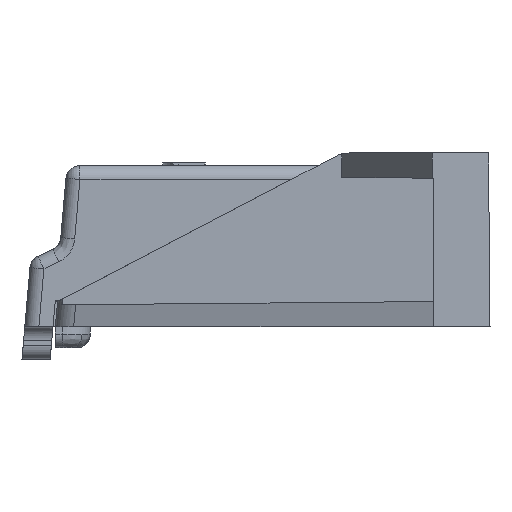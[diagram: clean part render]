
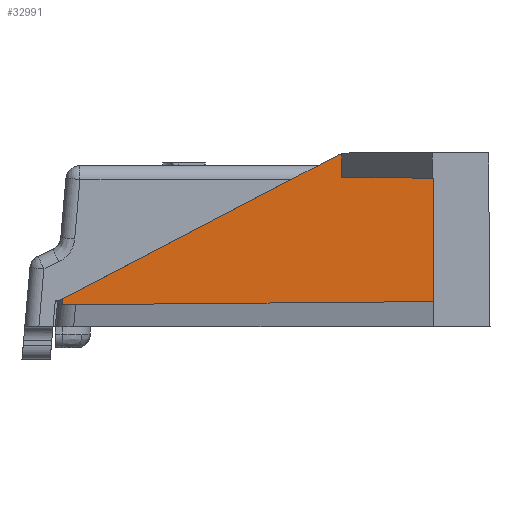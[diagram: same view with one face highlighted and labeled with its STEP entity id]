
A CAD part, left-side view. The second image highlights one B-rep face of the part: STEP entity #32991.
In plain terms, the highlighted planar face has unit normal (-1, 0.009, 0).
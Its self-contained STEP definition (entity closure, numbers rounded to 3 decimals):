
#852 = LINE ( 'NONE', #30827, #14749 ) ;
#2265 = CARTESIAN_POINT ( 'NONE',  ( -34.241, 0.308, 12.239 ) ) ;
#2280 = CARTESIAN_POINT ( 'NONE',  ( -34.069, 19.984, 1.569 ) ) ;
#3369 = EDGE_CURVE ( 'NONE', #6149, #26491, #38428, .T. ) ;
#3597 = CARTESIAN_POINT ( 'NONE',  ( -34.069, 19.965, 1.843 ) ) ;
#4166 = VERTEX_POINT ( 'NONE', #20598 ) ;
#4300 = VECTOR ( 'NONE', #35504, 1000. ) ;
#4355 = ORIENTED_EDGE ( 'NONE', *, *, #12078, .T. ) ;
#4980 = VECTOR ( 'NONE', #22549, 1000. ) ;
#6149 = VERTEX_POINT ( 'NONE', #17635 ) ;
#6485 = EDGE_LOOP ( 'NONE', ( #30669, #30758, #25993, #18144, #4355, #33144, #27835 ) ) ;
#7859 =( BOUNDED_CURVE ( )  B_SPLINE_CURVE ( 3, ( #24758, #3597, #15829, #24379 ),
 .UNSPECIFIED., .F., .F. ) 
 B_SPLINE_CURVE_WITH_KNOTS ( ( 4, 4 ),
 ( 2.161, 2.166 ),
 .UNSPECIFIED. ) 
 CURVE ( )  GEOMETRIC_REPRESENTATION_ITEM ( )  RATIONAL_B_SPLINE_CURVE ( ( 1., 1., 1., 1. ) ) 
 REPRESENTATION_ITEM ( '' )  );
#8493 = CARTESIAN_POINT ( 'NONE',  ( -34.243, 0.037, 12.329 ) ) ;
#9409 = DIRECTION ( 'NONE',  ( 0., 0., 1. ) ) ;
#9667 = EDGE_CURVE ( 'NONE', #35149, #17245, #36077, .T. ) ;
#10697 = CARTESIAN_POINT ( 'NONE',  ( -34.297, -6.201, 10.603 ) ) ;
#11404 = FACE_OUTER_BOUND ( 'NONE', #6485, .T. ) ;
#11604 = CARTESIAN_POINT ( 'NONE',  ( -34.242, 0.175, 12.291 ) ) ;
#12078 = EDGE_CURVE ( 'NONE', #17448, #26491, #852, .T. ) ;
#12221 = LINE ( 'NONE', #27389, #38062 ) ;
#12716 = DIRECTION ( 'NONE',  ( -0.009, -1., 0.009 ) ) ;
#14749 = VECTOR ( 'NONE', #12716, 1000. ) ;
#14888 = DIRECTION ( 'NONE',  ( -0.009, -1., 0. ) ) ;
#15506 = EDGE_CURVE ( 'NONE', #6149, #35149, #37361, .T. ) ;
#15829 = CARTESIAN_POINT ( 'NONE',  ( -34.069, 19.974, 1.706 ) ) ;
#17245 = VERTEX_POINT ( 'NONE', #23503 ) ;
#17448 = VERTEX_POINT ( 'NONE', #2280 ) ;
#17624 = CARTESIAN_POINT ( 'NONE',  ( -34.239, 0.435, 12.173 ) ) ;
#17635 = CARTESIAN_POINT ( 'NONE',  ( -34.3, -6.5, 10.6 ) ) ;
#18144 = ORIENTED_EDGE ( 'NONE', *, *, #19010, .T. ) ;
#18432 = VECTOR ( 'NONE', #9409, 1000. ) ;
#19010 = EDGE_CURVE ( 'NONE', #33099, #17448, #7859, .T. ) ;
#20592 = CARTESIAN_POINT ( 'NONE',  ( -34.243, 0.037, 10.657 ) ) ;
#20598 = CARTESIAN_POINT ( 'NONE',  ( -34.239, 0.435, 12.173 ) ) ;
#22549 = DIRECTION ( 'NONE',  ( 0.009, 1., 0.009 ) ) ;
#22907 = CARTESIAN_POINT ( 'NONE',  ( -34.3, -6.5, 1.8 ) ) ;
#23503 = CARTESIAN_POINT ( 'NONE',  ( -34.243, 0.037, 12.329 ) ) ;
#23594 = CARTESIAN_POINT ( 'NONE',  ( -34.3, -6.5, 0. ) ) ;
#24379 = CARTESIAN_POINT ( 'NONE',  ( -34.069, 19.984, 1.569 ) ) ;
#24458 = DIRECTION ( 'NONE',  ( 0.008, 0.886, -0.463 ) ) ;
#24758 = CARTESIAN_POINT ( 'NONE',  ( -34.069, 19.955, 1.98 ) ) ;
#25993 = ORIENTED_EDGE ( 'NONE', *, *, #35255, .T. ) ;
#26491 = VERTEX_POINT ( 'NONE', #22907 ) ;
#26756 = DIRECTION ( 'NONE',  ( -1., 0.009, 0. ) ) ;
#27389 = CARTESIAN_POINT ( 'NONE',  ( -34.199, 5.087, 9.744 ) ) ;
#27816 = EDGE_CURVE ( 'NONE', #17245, #4166, #32740, .T. ) ;
#27835 = ORIENTED_EDGE ( 'NONE', *, *, #15506, .T. ) ;
#29681 = CARTESIAN_POINT ( 'NONE',  ( -34.243, 0.037, 10.6 ) ) ;
#30669 = ORIENTED_EDGE ( 'NONE', *, *, #9667, .T. ) ;
#30758 = ORIENTED_EDGE ( 'NONE', *, *, #27816, .T. ) ;
#30827 = CARTESIAN_POINT ( 'NONE',  ( -34.297, -6.201, 1.797 ) ) ;
#32740 =( BOUNDED_CURVE ( )  B_SPLINE_CURVE ( 3, ( #8493, #11604, #2265, #17624 ),
 .UNSPECIFIED., .F., .F. ) 
 B_SPLINE_CURVE_WITH_KNOTS ( ( 4, 4 ),
 ( 4.979, 5.194 ),
 .UNSPECIFIED. ) 
 CURVE ( )  GEOMETRIC_REPRESENTATION_ITEM ( )  RATIONAL_B_SPLINE_CURVE ( ( 1., 0.996, 0.996, 1. ) ) 
 REPRESENTATION_ITEM ( '' )  );
#32991 = ADVANCED_FACE ( 'NONE', ( #11404 ), #35344, .T. ) ;
#33099 = VERTEX_POINT ( 'NONE', #33571 ) ;
#33144 = ORIENTED_EDGE ( 'NONE', *, *, #3369, .F. ) ;
#33571 = CARTESIAN_POINT ( 'NONE',  ( -34.069, 19.955, 1.98 ) ) ;
#35149 = VERTEX_POINT ( 'NONE', #20592 ) ;
#35255 = EDGE_CURVE ( 'NONE', #4166, #33099, #12221, .T. ) ;
#35344 = PLANE ( 'NONE',  #38331 ) ;
#35504 = DIRECTION ( 'NONE',  ( 0., 0., -1. ) ) ;
#35735 = CARTESIAN_POINT ( 'NONE',  ( -34.3, -6.5, 0. ) ) ;
#36077 = LINE ( 'NONE', #29681, #18432 ) ;
#37361 = LINE ( 'NONE', #10697, #4980 ) ;
#38062 = VECTOR ( 'NONE', #24458, 1000. ) ;
#38331 = AXIS2_PLACEMENT_3D ( 'NONE', #35735, #26756, #14888 ) ;
#38428 = LINE ( 'NONE', #23594, #4300 ) ;
